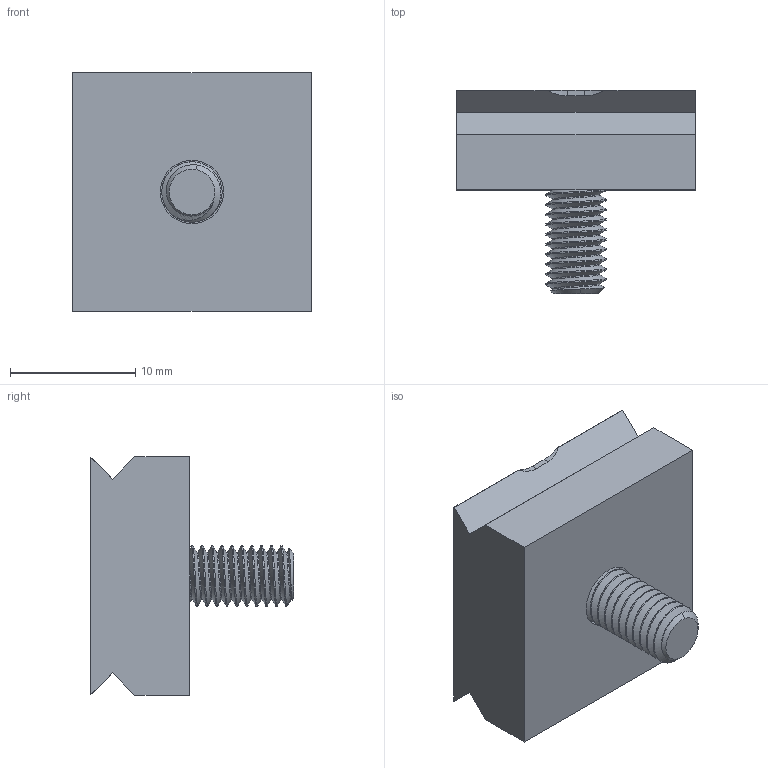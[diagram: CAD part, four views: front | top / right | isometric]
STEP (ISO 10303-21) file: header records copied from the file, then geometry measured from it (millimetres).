
FILE_DESCRIPTION (( 'STEP AP203' ), '1' );
FILE_NAME ('32075_DD_for Step_Part File.STEP', '2022-03-07T17:49:30', ( '' ), ( '' ), 'SwSTEP 2.0', 'SolidWorks 2021', '' );
FILE_SCHEMA (( 'CONFIG_CONTROL_DESIGN' ));
Length unit declared in the file: inch
Products named in the file (1): 32075_DD_for Step_Part File
Bounding box: 19.05 x 16.26 x 19.05 mm (x, y, z)
Volume: 2754.6 mm3; surface area: 1947.5 mm2
Topology: 2 solids, 2 shells, 85 faces, 217 edges, 139 vertices
Faces by surface type: cylinder 42, plane 27, cone 13, bspline 3
Entity records: 5168 total; most frequent: CARTESIAN_POINT 3252, ORIENTED_EDGE 434, DIRECTION 330, EDGE_CURVE 217, VERTEX_POINT 139, AXIS2_PLACEMENT_3D 114, LINE 102, VECTOR 102
